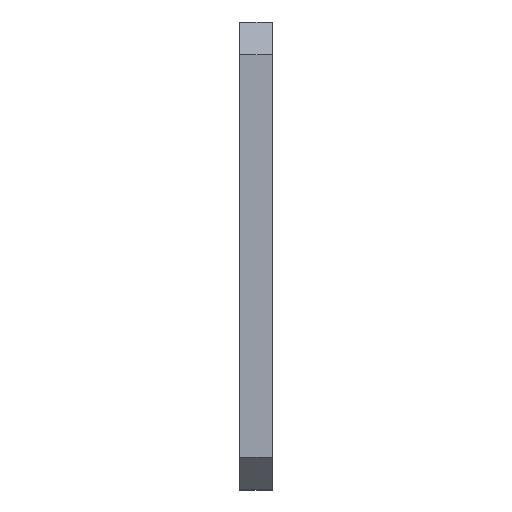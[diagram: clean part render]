
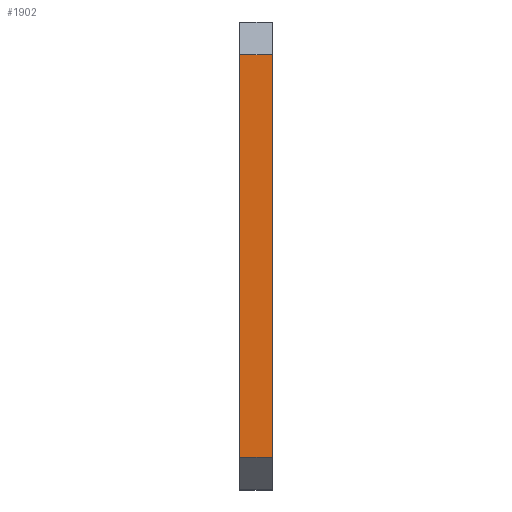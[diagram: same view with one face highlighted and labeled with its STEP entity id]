
A CAD part, left-side view. The second image highlights one B-rep face of the part: STEP entity #1902.
In plain terms, the highlighted planar face has unit normal (-1, 0, 0).
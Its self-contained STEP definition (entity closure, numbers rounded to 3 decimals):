
#145 = DIRECTION ( 'NONE',  ( 0., -1., 0. ) ) ;
#179 = CARTESIAN_POINT ( 'NONE',  ( -23.25, 2., -12.25 ) ) ;
#242 = AXIS2_PLACEMENT_3D ( 'NONE', #984, #2413, #1367 ) ;
#382 = PLANE ( 'NONE',  #242 ) ;
#398 = CARTESIAN_POINT ( 'NONE',  ( -23.25, 0., -12.25 ) ) ;
#462 = FACE_OUTER_BOUND ( 'NONE', #471, .T. ) ;
#471 = EDGE_LOOP ( 'NONE', ( #1186, #1661, #2458, #1667 ) ) ;
#644 = CARTESIAN_POINT ( 'NONE',  ( -23.25, 0., -12.25 ) ) ;
#645 = VECTOR ( 'NONE', #1460, 1000. ) ;
#685 = CARTESIAN_POINT ( 'NONE',  ( -23.25, 0., 12.25 ) ) ;
#700 = LINE ( 'NONE', #740, #1483 ) ;
#721 = VERTEX_POINT ( 'NONE', #685 ) ;
#740 = CARTESIAN_POINT ( 'NONE',  ( -23.25, 2., -12.25 ) ) ;
#751 = DIRECTION ( 'NONE',  ( 0., -1., 0. ) ) ;
#767 = CARTESIAN_POINT ( 'NONE',  ( -23.25, 2., 12.25 ) ) ;
#924 = EDGE_CURVE ( 'NONE', #1107, #721, #1106, .T. ) ;
#984 = CARTESIAN_POINT ( 'NONE',  ( -23.25, 2., -12.25 ) ) ;
#998 = VECTOR ( 'NONE', #751, 1000. ) ;
#1005 = DIRECTION ( 'NONE',  ( 0., 0., 1. ) ) ;
#1106 = LINE ( 'NONE', #767, #998 ) ;
#1107 = VERTEX_POINT ( 'NONE', #2306 ) ;
#1123 = VERTEX_POINT ( 'NONE', #644 ) ;
#1186 = ORIENTED_EDGE ( 'NONE', *, *, #2477, .T. ) ;
#1256 = CARTESIAN_POINT ( 'NONE',  ( -23.25, 2., -12.25 ) ) ;
#1367 = DIRECTION ( 'NONE',  ( 0., 0., -1. ) ) ;
#1460 = DIRECTION ( 'NONE',  ( 0., 0., 1. ) ) ;
#1483 = VECTOR ( 'NONE', #145, 1000. ) ;
#1661 = ORIENTED_EDGE ( 'NONE', *, *, #924, .F. ) ;
#1667 = ORIENTED_EDGE ( 'NONE', *, *, #2406, .T. ) ;
#1733 = VERTEX_POINT ( 'NONE', #179 ) ;
#1902 = ADVANCED_FACE ( 'NONE', ( #462 ), #382, .F. ) ;
#2196 = EDGE_CURVE ( 'NONE', #1733, #1107, #2338, .T. ) ;
#2237 = LINE ( 'NONE', #398, #2447 ) ;
#2306 = CARTESIAN_POINT ( 'NONE',  ( -23.25, 2., 12.25 ) ) ;
#2338 = LINE ( 'NONE', #1256, #645 ) ;
#2406 = EDGE_CURVE ( 'NONE', #1733, #1123, #700, .T. ) ;
#2413 = DIRECTION ( 'NONE',  ( 1., 0., 0. ) ) ;
#2447 = VECTOR ( 'NONE', #1005, 1000. ) ;
#2458 = ORIENTED_EDGE ( 'NONE', *, *, #2196, .F. ) ;
#2477 = EDGE_CURVE ( 'NONE', #1123, #721, #2237, .T. ) ;
